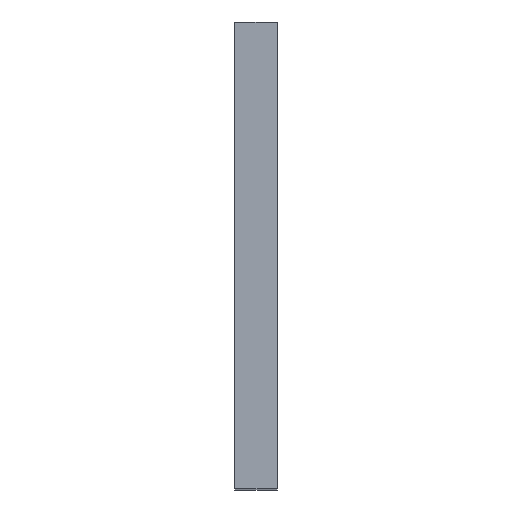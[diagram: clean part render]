
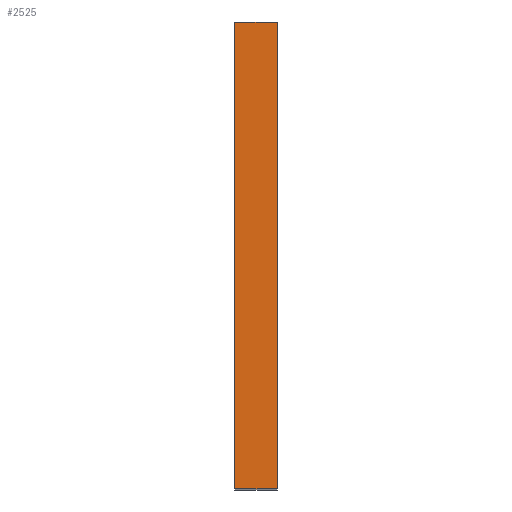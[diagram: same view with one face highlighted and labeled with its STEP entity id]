
A CAD part, top view. The second image highlights one B-rep face of the part: STEP entity #2525.
In plain terms, the highlighted planar face has unit normal (0, 0, 1).
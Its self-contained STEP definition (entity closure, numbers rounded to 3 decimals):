
#167=PLANE('',#2829);
#301=FACE_OUTER_BOUND('',#493,.T.);
#493=EDGE_LOOP('',(#2239,#2240,#2241,#2242));
#703=LINE('',#4209,#889);
#717=LINE('',#4294,#903);
#718=LINE('',#4297,#904);
#719=LINE('',#4298,#905);
#889=VECTOR('',#3475,10.);
#903=VECTOR('',#3587,10.);
#904=VECTOR('',#3590,10.);
#905=VECTOR('',#3591,10.);
#1267=VERTEX_POINT('',#4206);
#1268=VERTEX_POINT('',#4208);
#1290=VERTEX_POINT('',#4291);
#1291=VERTEX_POINT('',#4296);
#1593=EDGE_CURVE('',#1267,#1268,#703,.T.);
#1629=EDGE_CURVE('',#1290,#1268,#717,.T.);
#1630=EDGE_CURVE('',#1290,#1291,#718,.T.);
#1631=EDGE_CURVE('',#1291,#1267,#719,.T.);
#2239=ORIENTED_EDGE('',*,*,#1630,.F.);
#2240=ORIENTED_EDGE('',*,*,#1629,.T.);
#2241=ORIENTED_EDGE('',*,*,#1593,.F.);
#2242=ORIENTED_EDGE('',*,*,#1631,.F.);
#2525=ADVANCED_FACE('',(#301),#167,.T.);
#2829=AXIS2_PLACEMENT_3D('',#4295,#3588,#3589);
#3475=DIRECTION('',(0.,-1.,0.));
#3587=DIRECTION('',(1.,0.,0.));
#3588=DIRECTION('center_axis',(0.,0.,1.));
#3589=DIRECTION('ref_axis',(0.,-1.,0.));
#3590=DIRECTION('',(0.,1.,0.));
#3591=DIRECTION('',(1.,0.,0.));
#4206=CARTESIAN_POINT('',(61.1,224.702,170.981));
#4208=CARTESIAN_POINT('',(61.1,114.702,170.981));
#4209=CARTESIAN_POINT('',(61.1,114.702,170.981));
#4291=CARTESIAN_POINT('',(51.1,114.702,170.981));
#4294=CARTESIAN_POINT('',(51.1,114.702,170.981));
#4295=CARTESIAN_POINT('Origin',(51.1,224.702,170.981));
#4296=CARTESIAN_POINT('',(51.1,224.702,170.981));
#4297=CARTESIAN_POINT('',(51.1,114.702,170.981));
#4298=CARTESIAN_POINT('',(51.1,224.702,170.981));
